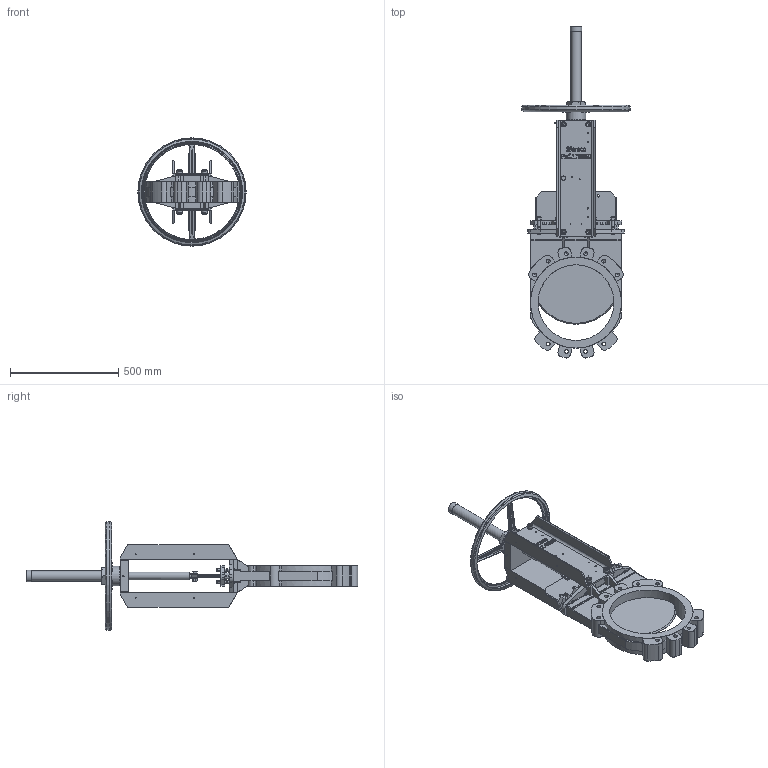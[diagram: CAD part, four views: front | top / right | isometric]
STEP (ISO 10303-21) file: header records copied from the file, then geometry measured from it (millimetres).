
FILE_DESCRIPTION(/* description */ ('170350'),/* implementation_level */ '2;1');
FILE_NAME(/* name */ '170350.stp',/* time_stamp */ '2017-03-31T15:25:59+02:00',/* author */ ('jmorand'),/* organization */ ('Sferaco'),/* preprocessor_version */ 'ST-DEVELOPER v16.5',/* originating_system */ 'Autodesk Inventor 2017',/* authorisation */ '');
FILE_SCHEMA (('AUTOMOTIVE_DESIGN { 1 0 10303 214 3 1 1 }'));
Length unit declared in the file: millimetre
Products named in the file (1): 170350
Bounding box: 500 x 1533.8 x 500 mm (x, y, z)
Volume: 17669735.4 mm3; surface area: 2232975.1 mm2
Topology: 1 solids, 20 shells, 1866 faces, 4913 edges, 3145 vertices
Faces by surface type: plane 843, cylinder 358, bspline 334, cone 297, torus 29, sphere 5
Full cylindrical faces by diameter (mm): 3.5 x4, 4.2 x12, 6 x5, 6.8 x1, 7 x1, 10.2 x8, 10.5 x1, 12 x28, 13 x14, 14 x8, 16 x8, 17.5 x16, 18 x8, 20 x1, 24 x16, 35 x1, 48 x1, 52 x1, 65 x1, 90 x1, 350 x1, 420 x2, 496 x1, 500 x1
Entity records: 60067 total; most frequent: CARTESIAN_POINT 18254, ORIENTED_EDGE 9054, DIRECTION 7530, EDGE_CURVE 4527, VERTEX_POINT 3029, AXIS2_PLACEMENT_3D 2658, EDGE_LOOP 2298, LINE 2214
